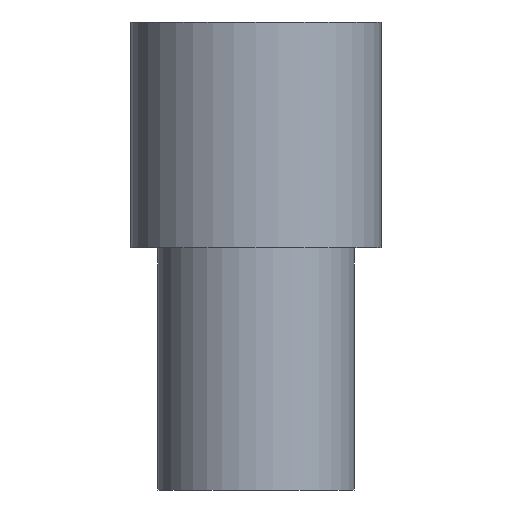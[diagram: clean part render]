
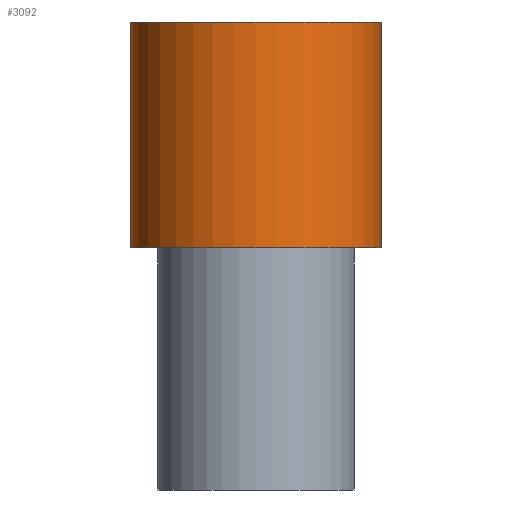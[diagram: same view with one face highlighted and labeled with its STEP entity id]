
A CAD part, left-side view. The second image highlights one B-rep face of the part: STEP entity #3092.
In plain terms, the highlighted cylindrical face has radius 15.5 mm (diameter 31 mm), a full revolution.
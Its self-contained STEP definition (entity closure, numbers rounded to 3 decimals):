
#24=CYLINDRICAL_SURFACE($,#3207,15.5);
#28=CIRCLE($,#3171,15.5);
#45=CIRCLE($,#3205,15.5);
#326=FACE_BOUND($,#703,.T.);
#498=FACE_OUTER_BOUND($,#702,.T.);
#702=EDGE_LOOP($,(#2816));
#703=EDGE_LOOP($,(#2817));
#1491=VERTEX_POINT($,#5865);
#1508=VERTEX_POINT($,#5916);
#1930=EDGE_CURVE($,#1491,#1491,#28,.T.);
#1947=EDGE_CURVE($,#1508,#1508,#45,.T.);
#2816=ORIENTED_EDGE($,*,*,#1930,.T.);
#2817=ORIENTED_EDGE($,*,*,#1947,.F.);
#3092=ADVANCED_FACE($,(#498,#326),#24,.T.);
#3171=AXIS2_PLACEMENT_3D($,#5866,#3610,#3611);
#3205=AXIS2_PLACEMENT_3D($,#5917,#3678,#3679);
#3207=AXIS2_PLACEMENT_3D($,#5920,#3682,#3683);
#3610=DIRECTION('center_axis',(0.,0.,-1.));
#3611=DIRECTION('ref_axis',(-1.,0.,0.));
#3678=DIRECTION('center_axis',(0.,0.,-1.));
#3679=DIRECTION('ref_axis',(-1.,0.,0.));
#3682=DIRECTION('center_axis',(0.,0.,1.));
#3683=DIRECTION('ref_axis',(-1.,0.,0.));
#5865=CARTESIAN_POINT('',(15.5,0.,58.));
#5866=CARTESIAN_POINT('Origin',(0.,0.,58.));
#5916=CARTESIAN_POINT('',(15.5,0.,30.));
#5917=CARTESIAN_POINT('Origin',(0.,0.,30.));
#5920=CARTESIAN_POINT('Origin',(0.,0.,30.));
